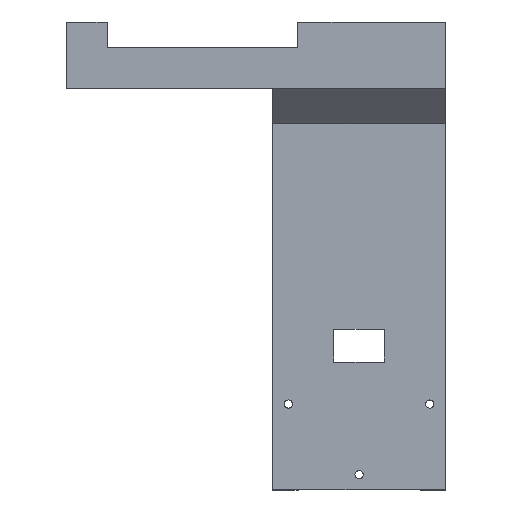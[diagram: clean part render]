
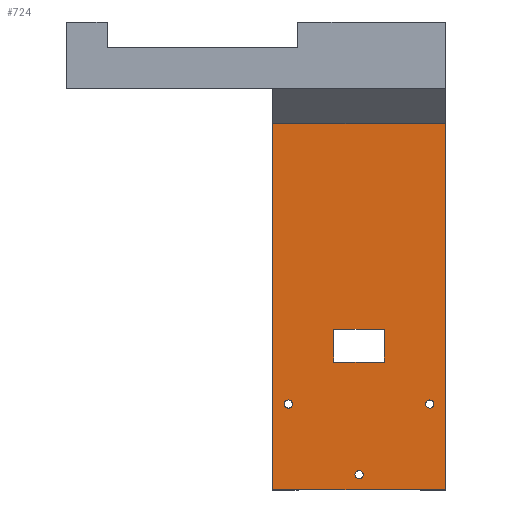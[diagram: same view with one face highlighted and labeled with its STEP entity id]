
A CAD part, top view. The second image highlights one B-rep face of the part: STEP entity #724.
In plain terms, the highlighted planar face has unit normal (0, 0, 1).
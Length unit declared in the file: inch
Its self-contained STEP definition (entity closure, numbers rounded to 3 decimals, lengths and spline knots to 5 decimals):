
#20=FACE_BOUND('',#128,.T.);
#21=FACE_BOUND('',#129,.T.);
#22=FACE_BOUND('',#130,.T.);
#23=FACE_BOUND('',#131,.T.);
#44=PLANE('',#796);
#82=FACE_OUTER_BOUND('',#127,.T.);
#127=EDGE_LOOP('',(#574,#575,#576,#577));
#128=EDGE_LOOP('',(#578,#579,#580,#581));
#129=EDGE_LOOP('',(#582));
#130=EDGE_LOOP('',(#583));
#131=EDGE_LOOP('',(#584));
#164=LINE('',#1053,#242);
#167=LINE('',#1059,#245);
#170=LINE('',#1065,#248);
#173=LINE('',#1069,#251);
#193=LINE('',#1131,#271);
#196=LINE('',#1137,#274);
#197=LINE('',#1139,#275);
#198=LINE('',#1140,#276);
#242=VECTOR('',#857,0.3937);
#245=VECTOR('',#862,0.3937);
#248=VECTOR('',#867,0.3937);
#251=VECTOR('',#872,0.3937);
#271=VECTOR('',#930,0.3937);
#274=VECTOR('',#935,0.3937);
#275=VECTOR('',#936,0.3937);
#276=VECTOR('',#937,0.3937);
#324=CIRCLE('',#778,0.04);
#325=CIRCLE('',#780,0.04);
#326=CIRCLE('',#782,0.04);
#346=VERTEX_POINT('',#1050);
#347=VERTEX_POINT('',#1052);
#349=VERTEX_POINT('',#1058);
#351=VERTEX_POINT('',#1064);
#352=VERTEX_POINT('',#1071);
#353=VERTEX_POINT('',#1075);
#354=VERTEX_POINT('',#1079);
#373=VERTEX_POINT('',#1128);
#374=VERTEX_POINT('',#1130);
#376=VERTEX_POINT('',#1136);
#377=VERTEX_POINT('',#1138);
#414=EDGE_CURVE('',#347,#346,#164,.T.);
#417=EDGE_CURVE('',#349,#347,#167,.T.);
#420=EDGE_CURVE('',#351,#349,#170,.T.);
#423=EDGE_CURVE('',#346,#351,#173,.T.);
#424=EDGE_CURVE('',#352,#352,#324,.T.);
#426=EDGE_CURVE('',#353,#353,#325,.T.);
#428=EDGE_CURVE('',#354,#354,#326,.T.);
#452=EDGE_CURVE('',#373,#374,#193,.T.);
#455=EDGE_CURVE('',#373,#376,#196,.T.);
#456=EDGE_CURVE('',#377,#376,#197,.T.);
#457=EDGE_CURVE('',#374,#377,#198,.T.);
#574=ORIENTED_EDGE('',*,*,#452,.F.);
#575=ORIENTED_EDGE('',*,*,#455,.T.);
#576=ORIENTED_EDGE('',*,*,#456,.F.);
#577=ORIENTED_EDGE('',*,*,#457,.F.);
#578=ORIENTED_EDGE('',*,*,#414,.T.);
#579=ORIENTED_EDGE('',*,*,#423,.T.);
#580=ORIENTED_EDGE('',*,*,#420,.T.);
#581=ORIENTED_EDGE('',*,*,#417,.T.);
#582=ORIENTED_EDGE('',*,*,#424,.T.);
#583=ORIENTED_EDGE('',*,*,#426,.T.);
#584=ORIENTED_EDGE('',*,*,#428,.T.);
#724=ADVANCED_FACE('',(#82,#20,#21,#22,#23),#44,.T.);
#778=AXIS2_PLACEMENT_3D('',#1072,#875,#876);
#780=AXIS2_PLACEMENT_3D('',#1076,#880,#881);
#782=AXIS2_PLACEMENT_3D('',#1080,#885,#886);
#796=AXIS2_PLACEMENT_3D('',#1135,#933,#934);
#857=DIRECTION('',(0.,-1.,0.));
#862=DIRECTION('',(1.,0.,0.));
#867=DIRECTION('',(0.,1.,0.));
#872=DIRECTION('',(-1.,0.,0.));
#875=DIRECTION('center_axis',(0.,0.,-1.));
#876=DIRECTION('ref_axis',(-1.,0.,0.));
#880=DIRECTION('center_axis',(0.,0.,-1.));
#881=DIRECTION('ref_axis',(-1.,0.,0.));
#885=DIRECTION('center_axis',(0.,0.,-1.));
#886=DIRECTION('ref_axis',(-1.,0.,0.));
#930=DIRECTION('',(1.,0.,0.));
#933=DIRECTION('center_axis',(0.,0.,1.));
#934=DIRECTION('ref_axis',(-1.,0.,0.));
#935=DIRECTION('',(0.,-1.,0.));
#936=DIRECTION('',(-1.,0.,0.));
#937=DIRECTION('',(0.,-1.,0.));
#1050=CARTESIAN_POINT('',(3.127,-3.09304,-0.35));
#1052=CARTESIAN_POINT('',(3.127,-2.77054,-0.35));
#1053=CARTESIAN_POINT('',(3.127,-1.46027,-0.35));
#1058=CARTESIAN_POINT('',(2.627,-2.77054,-0.35));
#1059=CARTESIAN_POINT('',(3.177,-2.77054,-0.35));
#1064=CARTESIAN_POINT('',(2.627,-3.09304,-0.35));
#1065=CARTESIAN_POINT('',(2.627,-1.62152,-0.35));
#1069=CARTESIAN_POINT('',(3.427,-3.09304,-0.35));
#1071=CARTESIAN_POINT('',(3.61173,-3.50527,-0.35));
#1072=CARTESIAN_POINT('Origin',(3.57173,-3.50527,-0.35));
#1075=CARTESIAN_POINT('',(2.22227,-3.50527,-0.35));
#1076=CARTESIAN_POINT('Origin',(2.18227,-3.50527,-0.35));
#1079=CARTESIAN_POINT('',(2.917,-4.2,-0.35));
#1080=CARTESIAN_POINT('Origin',(2.877,-4.2,-0.35));
#1128=CARTESIAN_POINT('',(2.027,-0.75,-0.35));
#1130=CARTESIAN_POINT('',(3.727,-0.75,-0.35));
#1131=CARTESIAN_POINT('',(3.302,-0.75,-0.35));
#1135=CARTESIAN_POINT('Origin',(3.727,-0.15,-0.35));
#1136=CARTESIAN_POINT('',(2.027,-4.35,-0.35));
#1137=CARTESIAN_POINT('',(2.027,-0.15,-0.35));
#1138=CARTESIAN_POINT('',(3.727,-4.35,-0.35));
#1139=CARTESIAN_POINT('',(2.027,-4.35,-0.35));
#1140=CARTESIAN_POINT('',(3.727,-0.15,-0.35));
